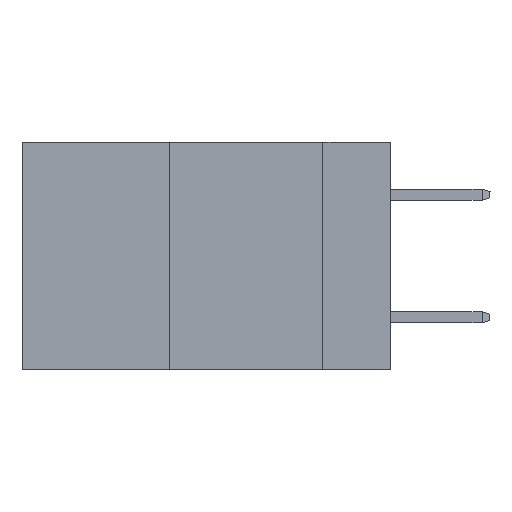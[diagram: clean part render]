
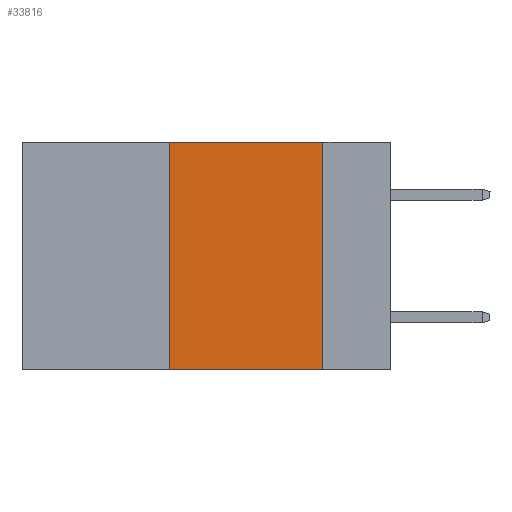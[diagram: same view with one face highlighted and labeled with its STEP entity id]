
A CAD part, left-side view. The second image highlights one B-rep face of the part: STEP entity #33816.
In plain terms, the highlighted planar face has unit normal (-1, 0, 0).
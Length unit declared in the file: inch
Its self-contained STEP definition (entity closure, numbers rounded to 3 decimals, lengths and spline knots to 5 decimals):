
#239 = ORIENTED_EDGE ( 'NONE', *, *, #26888, .F. ) ;
#693 = LINE ( 'NONE', #22163, #25650 ) ;
#1018 = FACE_OUTER_BOUND ( 'NONE', #29114, .T. ) ;
#1343 = CARTESIAN_POINT ( 'NONE',  ( 0., 0.6, 0. ) ) ;
#2500 = DIRECTION ( 'NONE',  ( 0., 0., 1. ) ) ;
#2920 = CARTESIAN_POINT ( 'NONE',  ( 0., 0.11, 0. ) ) ;
#4072 = PLANE ( 'NONE',  #12035 ) ;
#4530 = LINE ( 'NONE', #2920, #13946 ) ;
#5151 = VERTEX_POINT ( 'NONE', #14431 ) ;
#6471 = CARTESIAN_POINT ( 'NONE',  ( 0., 0.11, -0.37 ) ) ;
#8116 = ORIENTED_EDGE ( 'NONE', *, *, #31039, .T. ) ;
#8679 = DIRECTION ( 'NONE',  ( 0., 0., -1. ) ) ;
#12035 = AXIS2_PLACEMENT_3D ( 'NONE', #1343, #13446, #28563 ) ;
#13220 = DIRECTION ( 'NONE',  ( 0., -1., 0. ) ) ;
#13446 = DIRECTION ( 'NONE',  ( 1., 0., 0. ) ) ;
#13946 = VECTOR ( 'NONE', #8679, 39.37008 ) ;
#14431 = CARTESIAN_POINT ( 'NONE',  ( 0., 0.36, -0.37 ) ) ;
#16172 = VECTOR ( 'NONE', #24038, 39.37008 ) ;
#17342 = CARTESIAN_POINT ( 'NONE',  ( 0., 0.36, 0. ) ) ;
#18082 = ORIENTED_EDGE ( 'NONE', *, *, #38714, .F. ) ;
#21921 = VECTOR ( 'NONE', #2500, 39.37008 ) ;
#22163 = CARTESIAN_POINT ( 'NONE',  ( 0., 0.6, -0.37 ) ) ;
#24038 = DIRECTION ( 'NONE',  ( 0., -1., 0. ) ) ;
#25618 = CARTESIAN_POINT ( 'NONE',  ( 0., 0.36, 0. ) ) ;
#25650 = VECTOR ( 'NONE', #13220, 39.37008 ) ;
#26381 = EDGE_CURVE ( 'NONE', #34113, #27325, #4530, .T. ) ;
#26888 = EDGE_CURVE ( 'NONE', #5151, #28096, #35694, .T. ) ;
#27325 = VERTEX_POINT ( 'NONE', #6471 ) ;
#28096 = VERTEX_POINT ( 'NONE', #25618 ) ;
#28563 = DIRECTION ( 'NONE',  ( 0., 0., -1. ) ) ;
#29114 = EDGE_LOOP ( 'NONE', ( #30408, #18082, #239, #8116 ) ) ;
#29715 = CARTESIAN_POINT ( 'NONE',  ( 0., 0.6, 0. ) ) ;
#30408 = ORIENTED_EDGE ( 'NONE', *, *, #26381, .F. ) ;
#31039 = EDGE_CURVE ( 'NONE', #5151, #27325, #693, .T. ) ;
#31293 = LINE ( 'NONE', #29715, #16172 ) ;
#33816 = ADVANCED_FACE ( 'NONE', ( #1018 ), #4072, .F. ) ;
#34113 = VERTEX_POINT ( 'NONE', #35459 ) ;
#35459 = CARTESIAN_POINT ( 'NONE',  ( 0., 0.11, 0. ) ) ;
#35694 = LINE ( 'NONE', #17342, #21921 ) ;
#38714 = EDGE_CURVE ( 'NONE', #28096, #34113, #31293, .T. ) ;
